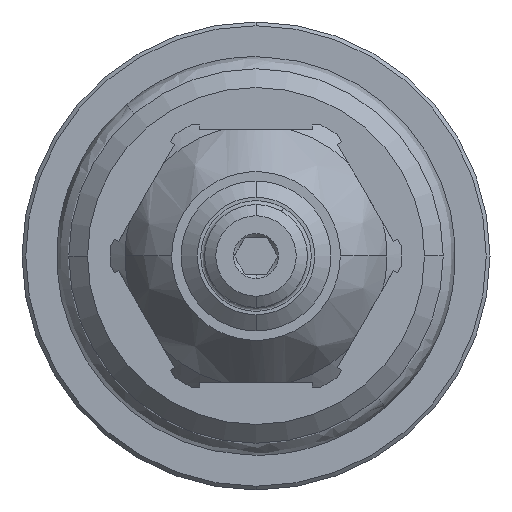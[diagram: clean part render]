
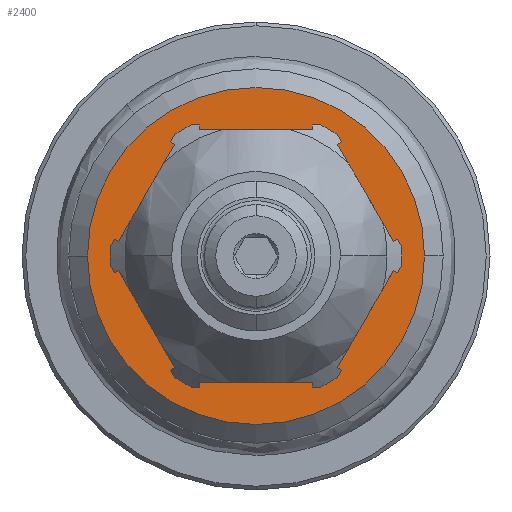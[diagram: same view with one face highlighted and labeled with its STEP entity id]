
A CAD part, front view. The second image highlights one B-rep face of the part: STEP entity #2400.
In plain terms, the highlighted planar face has unit normal (0, -1, 0).
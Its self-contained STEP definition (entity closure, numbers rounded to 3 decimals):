
#1 = CARTESIAN_POINT ( 'NONE',  ( 5.156, 6.214, -0.908 ) ) ;
#349 = EDGE_CURVE ( 'NONE', #5009, #2093, #3744, .T. ) ;
#401 = CARTESIAN_POINT ( 'NONE',  ( 9., 6.214, 0. ) ) ;
#425 = CARTESIAN_POINT ( 'NONE',  ( -5.083, 6.214, 0.476 ) ) ;
#445 = CARTESIAN_POINT ( 'NONE',  ( -3.426, 6.214, -4.177 ) ) ;
#458 = CARTESIAN_POINT ( 'NONE',  ( 2.894, 6.214, -4.587 ) ) ;
#478 = CARTESIAN_POINT ( 'NONE',  ( 5.179, 6.214, -0.207 ) ) ;
#484 = DIRECTION ( 'NONE',  ( 0., -1., 0. ) ) ;
#596 = CARTESIAN_POINT ( 'NONE',  ( 0., 6.214, 0. ) ) ;
#885 = CARTESIAN_POINT ( 'NONE',  ( -4.037, 6.214, 2.544 ) ) ;
#903 = CARTESIAN_POINT ( 'NONE',  ( -5.166, 6.214, -0.227 ) ) ;
#925 = CARTESIAN_POINT ( 'NONE',  ( -2.866, 6.214, -4.6 ) ) ;
#943 = CARTESIAN_POINT ( 'NONE',  ( 3.454, 6.214, -4.157 ) ) ;
#963 = CARTESIAN_POINT ( 'NONE',  ( 4.999, 6.214, 0.951 ) ) ;
#1037 = VERTEX_POINT ( 'NONE', #1186 ) ;
#1186 = CARTESIAN_POINT ( 'NONE',  ( 4.033, 6.214, 2.552 ) ) ;
#1252 = CARTESIAN_POINT ( 'NONE',  ( 0., 6.214, 0. ) ) ;
#1339 = PLANE ( 'NONE',  #1604 ) ;
#1394 = CARTESIAN_POINT ( 'NONE',  ( -5.144, 6.214, -0.928 ) ) ;
#1414 = CARTESIAN_POINT ( 'NONE',  ( -1.823, 6.214, -5.145 ) ) ;
#1426 = CARTESIAN_POINT ( 'NONE',  ( 4.107, 6.214, -3.49 ) ) ;
#1449 = CARTESIAN_POINT ( 'NONE',  ( 4.604, 6.214, 1.809 ) ) ;
#1604 = AXIS2_PLACEMENT_3D ( 'NONE', #4567, #2271, #5452 ) ;
#1640 = EDGE_LOOP ( 'NONE', ( #5367, #2328 ) ) ;
#1722 = DIRECTION ( 'NONE',  ( -1., 0., 0. ) ) ;
#1762 = B_SPLINE_CURVE_WITH_KNOTS ( 'NONE', 3,
 ( #885, #4139, #2295, #5478, #2759, #5936, #3220, #425, #3702, #903, #4160, #1394, #4609, #1844, #5051, #2313, #5497, #2780, #5954, #3241, #445, #3721, #925, #4177, #1414, #4634, #1860, #5068, #2336, #5517, #2792, #5972, #3262, #458, #3734, #943, #4192, #1426, #4653, #1882, #5088, #2352, #5533, #2811, #1, #3280, #478, #3752, #963, #4213, #1449, #4668, #1905, #5110 ),
 .UNSPECIFIED., .F., .F.,
 ( 4, 2, 2, 2, 2, 2, 2, 2, 2, 2, 2, 2, 2, 2, 2, 2, 2, 2, 2, 2, 2, 2, 2, 2, 2, 2, 4 ),
 ( 0., 0.001, 0.001, 0.002, 0.003, 0.004, 0.004, 0.006, 0.006, 0.007, 0.008, 0.008, 0.01, 0.011, 0.011, 0.013, 0.014, 0.015, 0.015, 0.017, 0.018, 0.018, 0.019, 0.02, 0.021, 0.022, 0.023 ),
 .UNSPECIFIED. ) ;
#1844 = CARTESIAN_POINT ( 'NONE',  ( -4.97, 6.214, -1.856 ) ) ;
#1860 = CARTESIAN_POINT ( 'NONE',  ( -0.919, 6.214, -5.374 ) ) ;
#1882 = CARTESIAN_POINT ( 'NONE',  ( 4.711, 6.214, -2.481 ) ) ;
#1905 = CARTESIAN_POINT ( 'NONE',  ( 4.2, 6.214, 2.383 ) ) ;
#1938 = CIRCLE ( 'NONE', #5581, 9. ) ;
#1940 = CARTESIAN_POINT ( 'NONE',  ( -4.037, 6.214, 2.544 ) ) ;
#2000 = DIRECTION ( 'NONE',  ( 0., 1., 0. ) ) ;
#2087 = EDGE_CURVE ( 'NONE', #2189, #1037, #1762, .T. ) ;
#2093 = VERTEX_POINT ( 'NONE', #401 ) ;
#2189 = VERTEX_POINT ( 'NONE', #1940 ) ;
#2219 = EDGE_LOOP ( 'NONE', ( #4752, #4156 ) ) ;
#2271 = DIRECTION ( 'NONE',  ( 0., 1., 0. ) ) ;
#2295 = CARTESIAN_POINT ( 'NONE',  ( -4.35, 6.214, 2.191 ) ) ;
#2313 = CARTESIAN_POINT ( 'NONE',  ( -4.478, 6.214, -2.921 ) ) ;
#2328 = ORIENTED_EDGE ( 'NONE', *, *, #3614, .F. ) ;
#2336 = CARTESIAN_POINT ( 'NONE',  ( -0.216, 6.214, -5.451 ) ) ;
#2352 = CARTESIAN_POINT ( 'NONE',  ( 4.965, 6.214, -1.826 ) ) ;
#2369 = DIRECTION ( 'NONE',  ( -1., 0., 0. ) ) ;
#2400 = ADVANCED_FACE ( 'NONE', ( #5527, #3405 ), #1339, .F. ) ;
#2454 = CIRCLE ( 'NONE', #5736, 4.772 ) ;
#2759 = CARTESIAN_POINT ( 'NONE',  ( -4.712, 6.214, 1.584 ) ) ;
#2780 = CARTESIAN_POINT ( 'NONE',  ( -4.077, 6.214, -3.499 ) ) ;
#2792 = CARTESIAN_POINT ( 'NONE',  ( 0.951, 6.214, -5.385 ) ) ;
#2811 = CARTESIAN_POINT ( 'NONE',  ( 5.125, 6.214, -1.139 ) ) ;
#3220 = CARTESIAN_POINT ( 'NONE',  ( -4.969, 6.214, 0.93 ) ) ;
#3241 = CARTESIAN_POINT ( 'NONE',  ( -3.602, 6.214, -4.016 ) ) ;
#3262 = CARTESIAN_POINT ( 'NONE',  ( 2.29, 6.214, -4.949 ) ) ;
#3280 = CARTESIAN_POINT ( 'NONE',  ( 5.182, 6.214, -0.442 ) ) ;
#3287 = CARTESIAN_POINT ( 'NONE',  ( 0., 6.214, 0. ) ) ;
#3405 = FACE_BOUND ( 'NONE', #1640, .T. ) ;
#3614 = EDGE_CURVE ( 'NONE', #1037, #2189, #2454, .T. ) ;
#3702 = CARTESIAN_POINT ( 'NONE',  ( -5.123, 6.214, 0.241 ) ) ;
#3721 = CARTESIAN_POINT ( 'NONE',  ( -3.058, 6.214, -4.468 ) ) ;
#3734 = CARTESIAN_POINT ( 'NONE',  ( 3.089, 6.214, -4.451 ) ) ;
#3744 = CIRCLE ( 'NONE', #5348, 9. ) ;
#3752 = CARTESIAN_POINT ( 'NONE',  ( 5.112, 6.214, 0.499 ) ) ;
#3761 = DIRECTION ( 'NONE',  ( 1., 0., 0. ) ) ;
#4139 = CARTESIAN_POINT ( 'NONE',  ( -4.205, 6.214, 2.376 ) ) ;
#4156 = ORIENTED_EDGE ( 'NONE', *, *, #4689, .F. ) ;
#4160 = CARTESIAN_POINT ( 'NONE',  ( -5.17, 6.214, -0.461 ) ) ;
#4177 = CARTESIAN_POINT ( 'NONE',  ( -2.264, 6.214, -4.958 ) ) ;
#4192 = CARTESIAN_POINT ( 'NONE',  ( 3.626, 6.214, -3.999 ) ) ;
#4213 = CARTESIAN_POINT ( 'NONE',  ( 4.716, 6.214, 1.6 ) ) ;
#4230 = CARTESIAN_POINT ( 'NONE',  ( -9., 6.214, 0. ) ) ;
#4480 = DIRECTION ( 'NONE',  ( 0., 1., 0. ) ) ;
#4567 = CARTESIAN_POINT ( 'NONE',  ( -9., 6.214, 0. ) ) ;
#4609 = CARTESIAN_POINT ( 'NONE',  ( -5.113, 6.214, -1.163 ) ) ;
#4634 = CARTESIAN_POINT ( 'NONE',  ( -1.148, 6.214, -5.328 ) ) ;
#4653 = CARTESIAN_POINT ( 'NONE',  ( 4.385, 6.214, -3.101 ) ) ;
#4668 = CARTESIAN_POINT ( 'NONE',  ( 4.346, 6.214, 2.199 ) ) ;
#4689 = EDGE_CURVE ( 'NONE', #2093, #5009, #1938, .T. ) ;
#4752 = ORIENTED_EDGE ( 'NONE', *, *, #349, .F. ) ;
#5009 = VERTEX_POINT ( 'NONE', #4230 ) ;
#5051 = CARTESIAN_POINT ( 'NONE',  ( -4.811, 6.214, -2.296 ) ) ;
#5068 = CARTESIAN_POINT ( 'NONE',  ( -0.453, 6.214, -5.436 ) ) ;
#5088 = CARTESIAN_POINT ( 'NONE',  ( 4.805, 6.214, -2.267 ) ) ;
#5110 = CARTESIAN_POINT ( 'NONE',  ( 4.033, 6.214, 2.552 ) ) ;
#5348 = AXIS2_PLACEMENT_3D ( 'NONE', #596, #2000, #2369 ) ;
#5367 = ORIENTED_EDGE ( 'NONE', *, *, #2087, .F. ) ;
#5452 = DIRECTION ( 'NONE',  ( -1., 0., 0. ) ) ;
#5478 = CARTESIAN_POINT ( 'NONE',  ( -4.603, 6.214, 1.796 ) ) ;
#5497 = CARTESIAN_POINT ( 'NONE',  ( -4.352, 6.214, -3.121 ) ) ;
#5517 = CARTESIAN_POINT ( 'NONE',  ( 0.487, 6.214, -5.448 ) ) ;
#5527 = FACE_OUTER_BOUND ( 'NONE', #2219, .T. ) ;
#5533 = CARTESIAN_POINT ( 'NONE',  ( 5.03, 6.214, -1.597 ) ) ;
#5581 = AXIS2_PLACEMENT_3D ( 'NONE', #1252, #4480, #1722 ) ;
#5736 = AXIS2_PLACEMENT_3D ( 'NONE', #3287, #484, #3761 ) ;
#5936 = CARTESIAN_POINT ( 'NONE',  ( -4.895, 6.214, 1.152 ) ) ;
#5954 = CARTESIAN_POINT ( 'NONE',  ( -3.927, 6.214, -3.678 ) ) ;
#5972 = CARTESIAN_POINT ( 'NONE',  ( 1.862, 6.214, -5.133 ) ) ;
